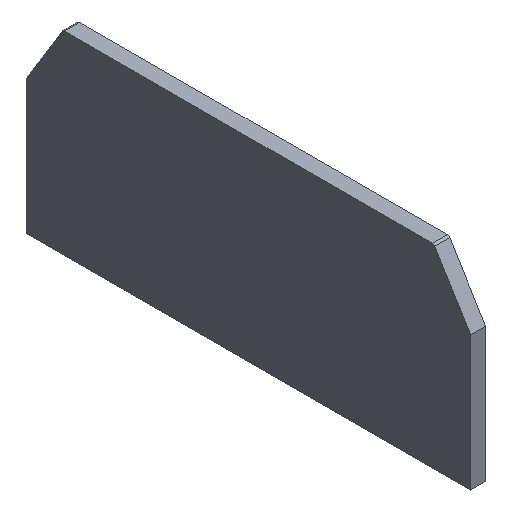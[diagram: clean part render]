
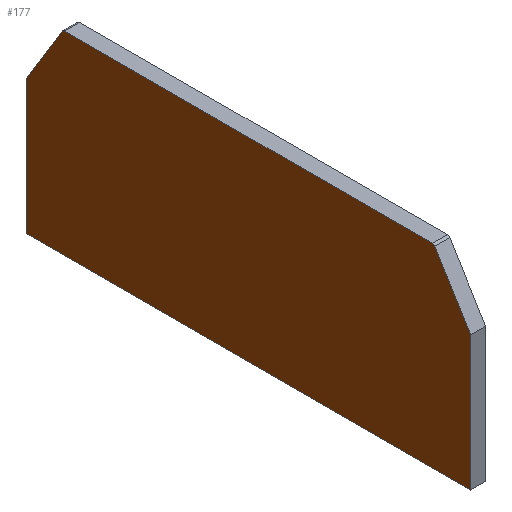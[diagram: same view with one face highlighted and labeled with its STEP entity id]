
A CAD part, isometric view. The second image highlights one B-rep face of the part: STEP entity #177.
In plain terms, the highlighted planar face has unit normal (-1, 0, 0).
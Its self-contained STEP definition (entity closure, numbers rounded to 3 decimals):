
#104=CARTESIAN_POINT('',(-2.5,0.,36.9));
#105=DIRECTION('',(0.,1.,0.));
#106=DIRECTION('',(1.,0.,0.));
#107=AXIS2_PLACEMENT_3D('',#104,#106,#105);
#108=PLANE('',#107);
#109=CARTESIAN_POINT('',(-2.5,-36.9,0.));
#110=VERTEX_POINT('',#109);
#111=CARTESIAN_POINT('',(-2.5,36.9,0.));
#112=VERTEX_POINT('',#111);
#113=CARTESIAN_POINT('',(-2.5,-36.9,0.));
#114=DIRECTION('',(0.,1.,0.));
#115=VECTOR('',#114,73.8);
#116=LINE('',#113,#115);
#117=EDGE_CURVE('',#110,#112,#116,.T.);
#118=ORIENTED_EDGE('E9',*,*,#117,.T.);
#119=CARTESIAN_POINT('',(-2.5,36.9,22.3));
#120=VERTEX_POINT('',#119);
#121=CARTESIAN_POINT('',(-2.5,36.9,0.));
#122=DIRECTION('',(0.,0.,1.));
#123=VECTOR('',#122,22.3);
#124=LINE('',#121,#123);
#125=EDGE_CURVE('',#112,#120,#124,.T.);
#126=ORIENTED_EDGE('E10',*,*,#125,.T.);
#127=CARTESIAN_POINT('',(-2.5,30.947,32.064));
#128=VERTEX_POINT('',#127);
#129=CARTESIAN_POINT('',(-2.5,36.9,22.3));
#130=DIRECTION('',(0.,-0.521,0.854));
#131=VECTOR('',#130,11.436);
#132=LINE('',#129,#131);
#133=EDGE_CURVE('',#120,#128,#132,.T.);
#134=ORIENTED_EDGE('E11',*,*,#133,.T.);
#135=CARTESIAN_POINT('',(-2.5,30.522,32.3));
#136=VERTEX_POINT('',#135);
#137=CARTESIAN_POINT('',(-2.5,30.522,31.8));
#138=DIRECTION('',(0.,0.849,0.528));
#139=DIRECTION('',(1.,0.,0.));
#140=AXIS2_PLACEMENT_3D('',#137,#139,#138);
#141=CIRCLE('',#140,0.5);
#142=EDGE_CURVE('',#128,#136,#141,.T.);
#143=ORIENTED_EDGE('E12',*,*,#142,.T.);
#144=CARTESIAN_POINT('',(-2.5,-30.522,32.3));
#145=VERTEX_POINT('',#144);
#146=CARTESIAN_POINT('',(-2.5,30.522,32.3));
#147=DIRECTION('',(0.,-1.,0.));
#148=VECTOR('',#147,61.045);
#149=LINE('',#146,#148);
#150=EDGE_CURVE('',#136,#145,#149,.T.);
#151=ORIENTED_EDGE('E13',*,*,#150,.T.);
#152=CARTESIAN_POINT('',(-2.5,-30.947,32.064));
#153=VERTEX_POINT('',#152);
#154=CARTESIAN_POINT('',(-2.5,-30.522,31.8));
#155=DIRECTION('',(0.,0.,1.));
#156=DIRECTION('',(1.,0.,0.));
#157=AXIS2_PLACEMENT_3D('',#154,#156,#155);
#158=CIRCLE('',#157,0.5);
#159=EDGE_CURVE('',#145,#153,#158,.T.);
#160=ORIENTED_EDGE('E14',*,*,#159,.T.);
#161=CARTESIAN_POINT('',(-2.5,-36.9,22.3));
#162=VERTEX_POINT('',#161);
#163=CARTESIAN_POINT('',(-2.5,-30.947,32.064));
#164=DIRECTION('',(0.,-0.521,-0.854));
#165=VECTOR('',#164,11.436);
#166=LINE('',#163,#165);
#167=EDGE_CURVE('',#153,#162,#166,.T.);
#168=ORIENTED_EDGE('E15',*,*,#167,.T.);
#169=CARTESIAN_POINT('',(-2.5,-36.9,22.3));
#170=DIRECTION('',(0.,0.,-1.));
#171=VECTOR('',#170,22.3);
#172=LINE('',#169,#171);
#173=EDGE_CURVE('',#162,#110,#172,.T.);
#174=ORIENTED_EDGE('E16',*,*,#173,.T.);
#175=EDGE_LOOP('',(#118,#126,#134,#143,#151,#160,#168,#174));
#176=FACE_OUTER_BOUND('',#175,.F.);
#177=ADVANCED_FACE('F2',(#176),#108,.F.);
